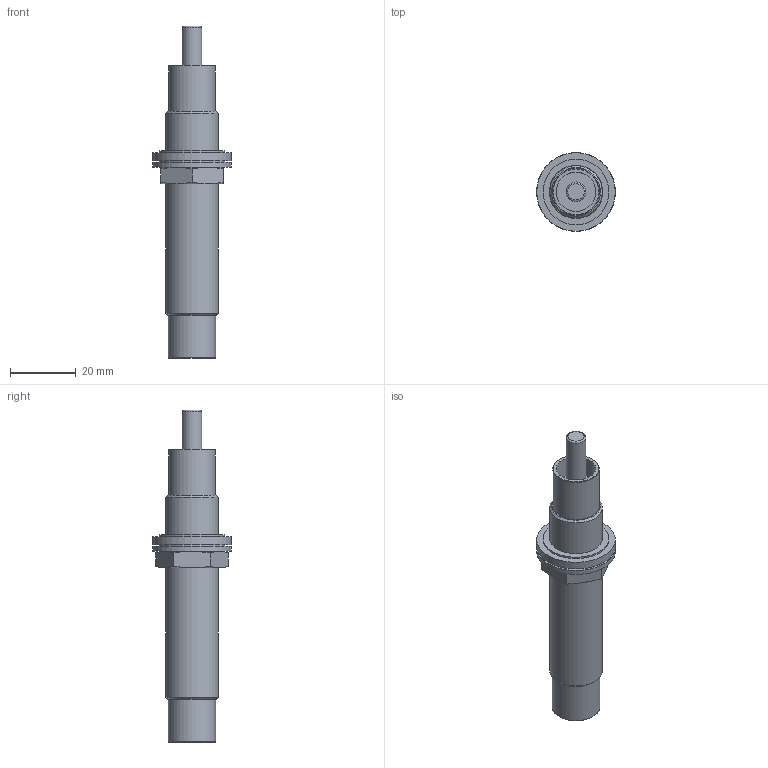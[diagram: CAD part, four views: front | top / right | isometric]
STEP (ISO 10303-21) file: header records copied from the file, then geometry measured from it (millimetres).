
FILE_DESCRIPTION(/* description */ ('STEP AP214'),/* implementation_level */ '2;1');
FILE_NAME(/* name */ '8161527_DYSD-Q11-12-12-Y1F-S-Y14',/* time_stamp */ '2024-08-23T15:57:14+02:00',/* author */ ('License CC BY-ND 4.0'),/* organization */ ('CADENAS'),/* preprocessor_version */ 'ST-DEVELOPER v19.3',/* originating_system */ 'PARTsolutions',/* authorisation */ ' ');
FILE_SCHEMA (('AUTOMOTIVE_DESIGN {1 0 10303 214 3 1 1}'));
Length unit declared in the file: millimetre
Products named in the file (5): 8161527 DYSD-Q11-12-12-Y1F-S-Y14_(12high); 8161527 DYSD-Q11-12-12-Y1F-S-Y14_12highSD; 1170990; Shim ring DIN 988 17x24x1.5; 348988 SPZ-25-P-A M16X1-5-19
Assembly tree (4 placements, depth 2):
  8161527 DYSD-Q11-12-12-Y1F-S-Y14_(12high)
    8161527 DYSD-Q11-12-12-Y1F-S-Y14_12highSD
    1170990
    Shim ring DIN 988 17x24x1.5
    348988 SPZ-25-P-A M16X1-5-19
Bounding box: 24 x 24 x 101 mm (x, y, z)
Volume: 18215.2 mm3; surface area: 7902.6 mm2
Topology: 4 solids, 4 shells, 52 faces, 98 edges, 63 vertices
Faces by surface type: plane 29, cylinder 14, cone 8, torus 1
Full cylindrical faces by diameter (mm): 6 x1, 11.9 x1, 12 x1, 12.7 x1, 14.2 x1, 14.5 x1, 14.917 x1, 16 x1, 16.2 x1, 17 x1, 20 x2, 23.9 x1, 24 x1
Entity records: 1333 total; most frequent: CARTESIAN_POINT 239, DIRECTION 212, ORIENTED_EDGE 146, AXIS2_PLACEMENT_3D 94, EDGE_LOOP 90, FACE_BOUND 90, EDGE_CURVE 73, VERTEX_POINT 61
